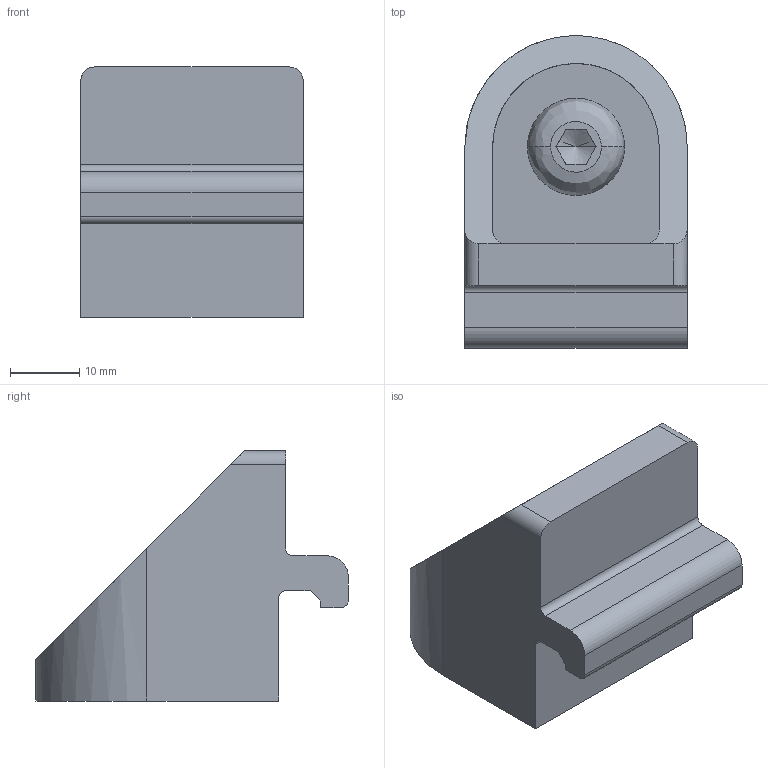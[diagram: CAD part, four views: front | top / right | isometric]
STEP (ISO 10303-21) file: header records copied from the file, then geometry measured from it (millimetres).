
FILE_DESCRIPTION (( 'STEP AP214' ), '1' );
FILE_NAME ('71284401', '2019-02-04T10:21:00', ( '' ), ('JUGARD+KÜNSTNER GmbH'), 'SwSTEP 2.0', 'SolidWorks 2017', '' );
FILE_SCHEMA (( 'AUTOMOTIVE_DESIGN' ));
Length unit declared in the file: millimetre
Products named in the file (1): 71284401_CNAJF00
Bounding box: 32 x 45 x 36 mm (x, y, z)
Volume: 17602.6 mm3; surface area: 7682.4 mm2
Topology: 1 solids, 1 shells, 40 faces, 105 edges, 67 vertices
Faces by surface type: plane 24, cylinder 12, bspline 2, cone 2
Entity records: 1436 total; most frequent: CARTESIAN_POINT 307, ORIENTED_EDGE 206, DIRECTION 187, EDGE_CURVE 103, LINE 69, VECTOR 69, VERTEX_POINT 67, AXIS2_PLACEMENT_3D 59
